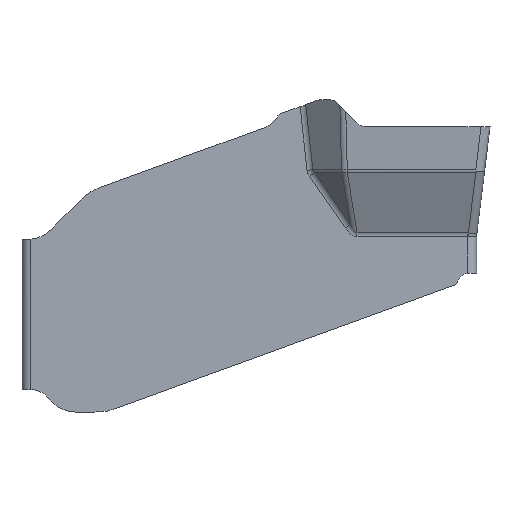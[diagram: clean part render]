
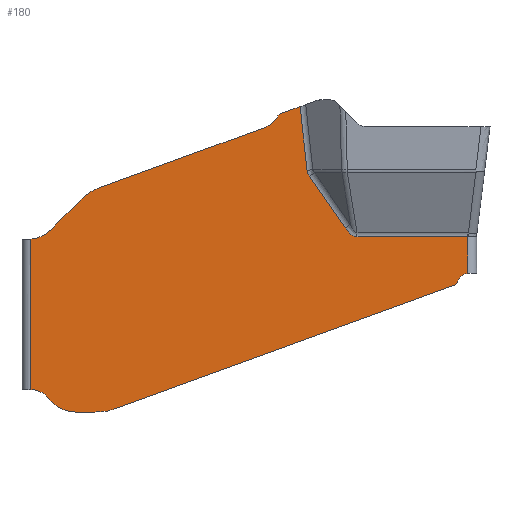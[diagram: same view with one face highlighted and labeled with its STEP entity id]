
A CAD part, left-side view. The second image highlights one B-rep face of the part: STEP entity #180.
In plain terms, the highlighted planar face has unit normal (-1, 0, 0).
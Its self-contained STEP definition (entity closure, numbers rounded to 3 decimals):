
#66=ELLIPSE('',#1429,1.46,1.);
#67=ELLIPSE('',#1433,0.994,0.4);
#68=ELLIPSE('',#1434,0.622,0.4);
#69=ELLIPSE('',#1438,1.32,1.);
#140=CIRCLE('',#1426,0.8);
#141=CIRCLE('',#1427,0.5);
#142=CIRCLE('',#1428,0.75);
#143=CIRCLE('',#1430,1.);
#144=CIRCLE('',#1431,0.1);
#145=CIRCLE('',#1432,0.3);
#146=CIRCLE('',#1435,0.2);
#147=CIRCLE('',#1436,0.563);
#148=CIRCLE('',#1437,1.);
#180=ADVANCED_FACE('BODY_R_SUR',(#282),#253,.F.);
#253=PLANE('',#1439);
#282=FACE_OUTER_BOUND('',#359,.T.);
#359=EDGE_LOOP('',(#487,#488,#489,#490,#491,#492,#493,#494,#495,#496,#497,
#498,#499,#500,#501,#502,#503,#504,#505,#506,#507,#508,#509,#510,#511,#512));
#487=ORIENTED_EDGE('',*,*,#997,.T.);
#488=ORIENTED_EDGE('',*,*,#998,.T.);
#489=ORIENTED_EDGE('',*,*,#951,.T.);
#490=ORIENTED_EDGE('',*,*,#999,.F.);
#491=ORIENTED_EDGE('',*,*,#1000,.F.);
#492=ORIENTED_EDGE('',*,*,#1001,.F.);
#493=ORIENTED_EDGE('',*,*,#1002,.F.);
#494=ORIENTED_EDGE('',*,*,#1003,.F.);
#495=ORIENTED_EDGE('',*,*,#1004,.F.);
#496=ORIENTED_EDGE('',*,*,#1005,.F.);
#497=ORIENTED_EDGE('',*,*,#1006,.F.);
#498=ORIENTED_EDGE('',*,*,#1007,.F.);
#499=ORIENTED_EDGE('',*,*,#1008,.F.);
#500=ORIENTED_EDGE('',*,*,#963,.T.);
#501=ORIENTED_EDGE('',*,*,#1009,.F.);
#502=ORIENTED_EDGE('',*,*,#1010,.F.);
#503=ORIENTED_EDGE('',*,*,#1011,.T.);
#504=ORIENTED_EDGE('',*,*,#1012,.T.);
#505=ORIENTED_EDGE('',*,*,#1013,.T.);
#506=ORIENTED_EDGE('',*,*,#1014,.T.);
#507=ORIENTED_EDGE('',*,*,#1015,.T.);
#508=ORIENTED_EDGE('',*,*,#1016,.T.);
#509=ORIENTED_EDGE('',*,*,#1017,.T.);
#510=ORIENTED_EDGE('',*,*,#1018,.T.);
#511=ORIENTED_EDGE('',*,*,#1019,.T.);
#512=ORIENTED_EDGE('',*,*,#1020,.T.);
#828=VERTEX_POINT('',#2039);
#829=VERTEX_POINT('',#2041);
#839=VERTEX_POINT('',#2078);
#840=VERTEX_POINT('',#2079);
#869=VERTEX_POINT('',#2207);
#870=VERTEX_POINT('',#2208);
#871=VERTEX_POINT('',#2211);
#872=VERTEX_POINT('',#2213);
#873=VERTEX_POINT('',#2215);
#874=VERTEX_POINT('',#2217);
#875=VERTEX_POINT('',#2222);
#876=VERTEX_POINT('',#2224);
#877=VERTEX_POINT('',#2226);
#878=VERTEX_POINT('',#2228);
#879=VERTEX_POINT('',#2230);
#880=VERTEX_POINT('',#2233);
#881=VERTEX_POINT('',#2235);
#882=VERTEX_POINT('',#2237);
#883=VERTEX_POINT('',#2239);
#884=VERTEX_POINT('',#2241);
#885=VERTEX_POINT('',#2243);
#886=VERTEX_POINT('',#2245);
#887=VERTEX_POINT('',#2247);
#888=VERTEX_POINT('',#2249);
#889=VERTEX_POINT('',#2251);
#890=VERTEX_POINT('',#2258);
#951=EDGE_CURVE('',#829,#828,#1146,.T.);
#963=EDGE_CURVE('',#839,#840,#1152,.T.);
#997=EDGE_CURVE('',#869,#870,#1163,.T.);
#998=EDGE_CURVE('',#870,#829,#140,.T.);
#999=EDGE_CURVE('',#871,#828,#141,.T.);
#1000=EDGE_CURVE('',#872,#871,#142,.T.);
#1001=EDGE_CURVE('',#873,#872,#1164,.T.);
#1002=EDGE_CURVE('',#874,#873,#66,.T.);
#1003=EDGE_CURVE('',#875,#874,#1351,.T.);
#1004=EDGE_CURVE('',#876,#875,#143,.T.);
#1005=EDGE_CURVE('',#877,#876,#1165,.T.);
#1006=EDGE_CURVE('',#878,#877,#144,.T.);
#1007=EDGE_CURVE('',#879,#878,#1166,.T.);
#1008=EDGE_CURVE('',#839,#879,#145,.T.);
#1009=EDGE_CURVE('',#880,#840,#1167,.T.);
#1010=EDGE_CURVE('',#881,#880,#67,.T.);
#1011=EDGE_CURVE('',#881,#882,#1168,.T.);
#1012=EDGE_CURVE('',#882,#883,#68,.T.);
#1013=EDGE_CURVE('',#883,#884,#1169,.T.);
#1014=EDGE_CURVE('',#884,#885,#1170,.T.);
#1015=EDGE_CURVE('',#885,#886,#146,.T.);
#1016=EDGE_CURVE('',#886,#887,#147,.T.);
#1017=EDGE_CURVE('',#887,#888,#1171,.T.);
#1018=EDGE_CURVE('',#888,#889,#148,.T.);
#1019=EDGE_CURVE('',#889,#890,#1352,.T.);
#1020=EDGE_CURVE('',#890,#869,#69,.T.);
#1146=LINE('',#2040,#1243);
#1152=LINE('',#2077,#1249);
#1163=LINE('',#2206,#1260);
#1164=LINE('',#2214,#1261);
#1165=LINE('',#2225,#1262);
#1166=LINE('',#2229,#1263);
#1167=LINE('',#2232,#1264);
#1168=LINE('',#2236,#1265);
#1169=LINE('',#2240,#1266);
#1170=LINE('',#2242,#1267);
#1171=LINE('',#2248,#1268);
#1243=VECTOR('',#1556,1.);
#1249=VECTOR('',#1576,1.);
#1260=VECTOR('',#1627,1.);
#1261=VECTOR('',#1634,1.);
#1262=VECTOR('',#1639,1.);
#1263=VECTOR('',#1642,1.);
#1264=VECTOR('',#1645,1.);
#1265=VECTOR('',#1648,1.);
#1266=VECTOR('',#1651,1.);
#1267=VECTOR('',#1652,1.);
#1268=VECTOR('',#1657,1.);
#1351=B_SPLINE_CURVE_WITH_KNOTS('',3,(#2218,#2219,#2220,#2221),
 .UNSPECIFIED.,.F.,.F.,(4,4),(0.,1.),.UNSPECIFIED.);
#1352=B_SPLINE_CURVE_WITH_KNOTS('',5,(#2252,#2253,#2254,#2255,#2256,#2257),
 .UNSPECIFIED.,.F.,.F.,(6,6),(0.,1.),.UNSPECIFIED.);
#1426=AXIS2_PLACEMENT_3D('',#2209,#1628,#1629);
#1427=AXIS2_PLACEMENT_3D('',#2210,#1630,#1631);
#1428=AXIS2_PLACEMENT_3D('',#2212,#1632,#1633);
#1429=AXIS2_PLACEMENT_3D('',#2216,#1635,#1636);
#1430=AXIS2_PLACEMENT_3D('',#2223,#1637,#1638);
#1431=AXIS2_PLACEMENT_3D('',#2227,#1640,#1641);
#1432=AXIS2_PLACEMENT_3D('',#2231,#1643,#1644);
#1433=AXIS2_PLACEMENT_3D('',#2234,#1646,#1647);
#1434=AXIS2_PLACEMENT_3D('',#2238,#1649,#1650);
#1435=AXIS2_PLACEMENT_3D('',#2244,#1653,#1654);
#1436=AXIS2_PLACEMENT_3D('',#2246,#1655,#1656);
#1437=AXIS2_PLACEMENT_3D('',#2250,#1658,#1659);
#1438=AXIS2_PLACEMENT_3D('',#2259,#1660,#1661);
#1439=AXIS2_PLACEMENT_3D('',#2260,#1662,#1663);
#1556=DIRECTION('',(0.,0.,-1.));
#1576=DIRECTION('',(0.,0.,1.));
#1627=DIRECTION('',(0.,0.707,-0.707));
#1628=DIRECTION('',(1.,0.,0.));
#1629=DIRECTION('',(0.,0.,-1.));
#1630=DIRECTION('',(-1.,0.,0.));
#1631=DIRECTION('',(0.,0.,-1.));
#1632=DIRECTION('',(1.,0.,0.));
#1633=DIRECTION('',(0.,0.,-1.));
#1634=DIRECTION('',(0.,1.,0.));
#1635=DIRECTION('',(1.,0.,0.));
#1636=DIRECTION('',(0.,-1.,0.));
#1637=DIRECTION('',(1.,0.,0.));
#1638=DIRECTION('',(0.,0.,-1.));
#1639=DIRECTION('',(0.,0.94,-0.342));
#1640=DIRECTION('',(1.,0.,0.));
#1641=DIRECTION('',(0.,0.,-1.));
#1642=DIRECTION('',(0.,0.5,-0.866));
#1643=DIRECTION('',(-1.,0.,0.));
#1644=DIRECTION('',(0.,0.,-1.));
#1645=DIRECTION('',(0.,-1.,0.));
#1646=DIRECTION('',(-1.,0.,0.));
#1647=DIRECTION('',(0.,-0.16,-0.987));
#1648=DIRECTION('',(0.,0.569,0.822));
#1649=DIRECTION('',(1.,0.,0.));
#1650=DIRECTION('',(0.,-1.,0.));
#1651=DIRECTION('',(0.,0.108,0.994));
#1652=DIRECTION('',(0.,0.94,-0.342));
#1653=DIRECTION('',(-1.,0.,0.));
#1654=DIRECTION('',(0.,0.,-1.));
#1655=DIRECTION('',(1.,0.,0.));
#1656=DIRECTION('',(0.,0.,-1.));
#1657=DIRECTION('',(0.,0.94,-0.342));
#1658=DIRECTION('',(-1.,0.,0.));
#1659=DIRECTION('',(0.,0.,-1.));
#1660=DIRECTION('',(-1.,0.,0.));
#1661=DIRECTION('',(0.,0.707,-0.707));
#1662=DIRECTION('',(1.,0.,0.));
#1663=DIRECTION('',(0.,0.,-1.));
#2039=CARTESIAN_POINT('',(-0.75,4.8,-5.9));
#2040=CARTESIAN_POINT('',(-0.75,4.8,-7.9));
#2041=CARTESIAN_POINT('',(-0.75,4.8,-2.524));
#2077=CARTESIAN_POINT('',(-0.75,-5.,-2.421));
#2078=CARTESIAN_POINT('',(-0.75,-5.,-3.291));
#2079=CARTESIAN_POINT('',(-0.75,-5.,-2.463));
#2206=CARTESIAN_POINT('',(-0.75,1.019,1.019));
#2207=CARTESIAN_POINT('',(-0.75,3.693,-1.654));
#2208=CARTESIAN_POINT('',(-0.75,4.334,-2.296));
#2209=CARTESIAN_POINT('',(-0.75,4.9,-1.73));
#2210=CARTESIAN_POINT('',(-0.75,4.8,-6.4));
#2211=CARTESIAN_POINT('',(-0.75,4.4,-6.1));
#2212=CARTESIAN_POINT('',(-0.75,3.8,-5.65));
#2213=CARTESIAN_POINT('',(-0.75,3.8,-6.4));
#2214=CARTESIAN_POINT('',(-0.75,0.,-6.4));
#2215=CARTESIAN_POINT('',(-0.75,3.367,-6.4));
#2216=CARTESIAN_POINT('',(-0.75,3.367,-5.4));
#2217=CARTESIAN_POINT('',(-0.75,3.134,-6.387));
#2218=CARTESIAN_POINT('',(-0.75,3.079,-6.378));
#2219=CARTESIAN_POINT('',(-0.75,3.097,-6.382));
#2220=CARTESIAN_POINT('',(-0.75,3.115,-6.385));
#2221=CARTESIAN_POINT('',(-0.75,3.134,-6.387));
#2222=CARTESIAN_POINT('',(-0.75,3.079,-6.378));
#2223=CARTESIAN_POINT('',(-0.75,3.286,-5.4));
#2224=CARTESIAN_POINT('',(-0.75,2.944,-6.34));
#2225=CARTESIAN_POINT('',(-0.75,-1.693,-4.652));
#2226=CARTESIAN_POINT('',(-0.75,-4.692,-3.56));
#2227=CARTESIAN_POINT('',(-0.75,-4.658,-3.466));
#2228=CARTESIAN_POINT('',(-0.75,-4.745,-3.516));
#2229=CARTESIAN_POINT('',(-0.75,-5.081,-2.934));
#2230=CARTESIAN_POINT('',(-0.75,-4.79,-3.437));
#2231=CARTESIAN_POINT('',(-0.75,-5.05,-3.587));
#2232=CARTESIAN_POINT('',(-0.75,-2.456,-2.463));
#2233=CARTESIAN_POINT('',(-0.75,-2.516,-2.463));
#2234=CARTESIAN_POINT('',(-0.75,-2.383,-1.48));
#2235=CARTESIAN_POINT('',(-0.75,-2.25,-2.271));
#2236=CARTESIAN_POINT('',(-0.75,-0.457,0.317));
#2237=CARTESIAN_POINT('',(-0.75,-1.448,-1.114));
#2238=CARTESIAN_POINT('',(-0.75,-2.016,-0.951));
#2239=CARTESIAN_POINT('',(-0.75,-1.396,-0.979));
#2240=CARTESIAN_POINT('',(-0.75,-1.274,0.139));
#2241=CARTESIAN_POINT('',(-0.75,-1.24,0.452));
#2242=CARTESIAN_POINT('',(-0.75,0.,0.));
#2243=CARTESIAN_POINT('',(-0.75,-0.826,0.301));
#2244=CARTESIAN_POINT('',(-0.75,-0.894,0.113));
#2245=CARTESIAN_POINT('',(-0.75,-0.723,0.216));
#2246=CARTESIAN_POINT('',(-0.75,-0.24,0.506));
#2247=CARTESIAN_POINT('',(-0.75,-0.433,-0.023));
#2248=CARTESIAN_POINT('',(-0.75,-0.058,-0.16));
#2249=CARTESIAN_POINT('',(-0.75,3.281,-1.375));
#2250=CARTESIAN_POINT('',(-0.75,2.939,-2.315));
#2251=CARTESIAN_POINT('',(-0.75,3.454,-1.457));
#2252=CARTESIAN_POINT('',(-0.75,3.454,-1.457));
#2253=CARTESIAN_POINT('',(-0.75,3.465,-1.464));
#2254=CARTESIAN_POINT('',(-0.75,3.476,-1.471));
#2255=CARTESIAN_POINT('',(-0.75,3.487,-1.478));
#2256=CARTESIAN_POINT('',(-0.75,3.498,-1.486));
#2257=CARTESIAN_POINT('',(-0.75,3.508,-1.494));
#2258=CARTESIAN_POINT('',(-0.75,3.508,-1.494));
#2259=CARTESIAN_POINT('',(-0.75,2.985,-2.361));
#2260=CARTESIAN_POINT('',(-0.75,0.,0.));
